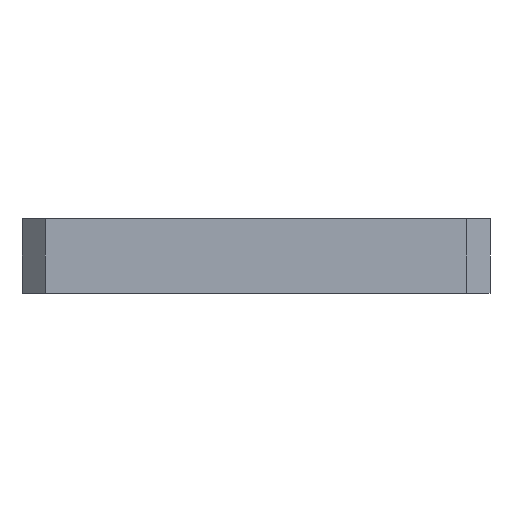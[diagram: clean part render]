
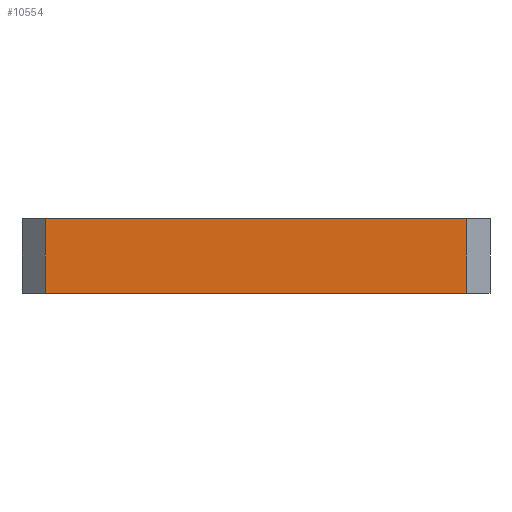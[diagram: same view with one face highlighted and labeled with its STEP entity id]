
A CAD part, left-side view. The second image highlights one B-rep face of the part: STEP entity #10554.
In plain terms, the highlighted planar face has unit normal (-1, 0, 0).
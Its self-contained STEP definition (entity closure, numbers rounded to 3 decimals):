
#10554=ADVANCED_FACE('',(#13196),#12038,.F.);
#12038=PLANE('',#37416);
#13196=FACE_OUTER_BOUND('',#14660,.T.);
#14660=EDGE_LOOP('',(#16452,#16453,#16454,#16455));
#16452=ORIENTED_EDGE('',*,*,#27314,.T.);
#16453=ORIENTED_EDGE('',*,*,#27181,.T.);
#16454=ORIENTED_EDGE('',*,*,#27315,.T.);
#16455=ORIENTED_EDGE('',*,*,#27316,.T.);
#24446=VERTEX_POINT('',#45229);
#24447=VERTEX_POINT('',#45231);
#24576=VERTEX_POINT('',#45497);
#24577=VERTEX_POINT('',#45499);
#27181=EDGE_CURVE('',#24447,#24446,#31278,.T.);
#27314=EDGE_CURVE('',#24576,#24447,#31411,.T.);
#27315=EDGE_CURVE('',#24446,#24577,#31412,.T.);
#27316=EDGE_CURVE('',#24577,#24576,#31413,.T.);
#31278=LINE('',#45230,#34361);
#31411=LINE('',#45496,#34494);
#31412=LINE('',#45498,#34495);
#31413=LINE('',#45500,#34496);
#34361=VECTOR('',#39030,1.);
#34494=VECTOR('',#39171,1.);
#34495=VECTOR('',#39172,1.);
#34496=VECTOR('',#39173,1.);
#37416=AXIS2_PLACEMENT_3D('',#45501,#39174,#39175);
#39030=DIRECTION('',(0.,1.,0.));
#39171=DIRECTION('',(0.,0.,1.));
#39172=DIRECTION('',(0.,0.,-1.));
#39173=DIRECTION('',(0.,-1.,0.));
#39174=DIRECTION('',(1.,0.,0.));
#39175=DIRECTION('',(0.,0.,-1.));
#45229=CARTESIAN_POINT('',(-100.,-5.,16.));
#45230=CARTESIAN_POINT('',(-100.,-6.,16.));
#45231=CARTESIAN_POINT('',(-100.,-95.,16.));
#45496=CARTESIAN_POINT('',(-100.,-95.,3.));
#45497=CARTESIAN_POINT('',(-100.,-95.,0.));
#45498=CARTESIAN_POINT('',(-100.,-5.,3.));
#45499=CARTESIAN_POINT('',(-100.,-5.,0.));
#45500=CARTESIAN_POINT('',(-100.,0.,0.));
#45501=CARTESIAN_POINT('',(-100.,0.,3.));
